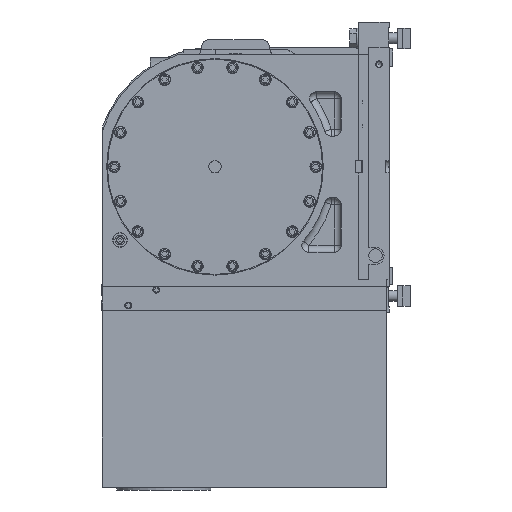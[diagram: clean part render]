
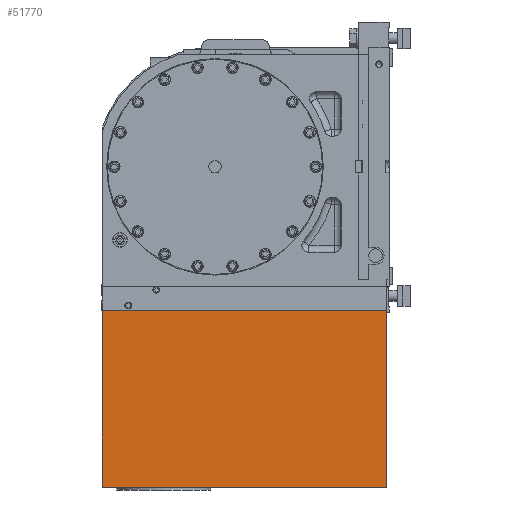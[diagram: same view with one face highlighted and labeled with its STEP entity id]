
A CAD part, left-side view. The second image highlights one B-rep face of the part: STEP entity #51770.
In plain terms, the highlighted planar face has unit normal (-1, 0, 0).
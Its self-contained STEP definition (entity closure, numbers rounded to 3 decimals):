
#9511=ORIENTED_EDGE('',*,*,#14814,.F.);
#9512=ORIENTED_EDGE('',*,*,#14817,.T.);
#9513=ORIENTED_EDGE('',*,*,#14818,.F.);
#9514=ORIENTED_EDGE('',*,*,#14799,.F.);
#14799=EDGE_CURVE('',#18326,#18327,#21336,.T.);
#14814=EDGE_CURVE('',#18338,#18326,#21347,.T.);
#14817=EDGE_CURVE('',#18338,#18340,#21349,.T.);
#14818=EDGE_CURVE('',#18327,#18340,#21350,.T.);
#18326=VERTEX_POINT('',#77943);
#18327=VERTEX_POINT('',#77945);
#18338=VERTEX_POINT('',#77979);
#18340=VERTEX_POINT('',#77986);
#21336=LINE('',#77944,#24368);
#21347=LINE('',#77978,#24379);
#21349=LINE('',#77985,#24381);
#21350=LINE('',#77987,#24382);
#24368=VECTOR('',#64600,1000.);
#24379=VECTOR('',#64627,1000.);
#24381=VECTOR('',#64635,1000.);
#24382=VECTOR('',#64636,1000.);
#27884=EDGE_LOOP('',(#9511,#9512,#9513,#9514));
#31394=FACE_BOUND('',#27884,.T.);
#33237=PLANE('',#55278);
#51770=ADVANCED_FACE('',(#31394),#33237,.F.);
#55278=AXIS2_PLACEMENT_3D('',#77984,#64633,#64634);
#64600=DIRECTION('',(0.,0.,1.));
#64627=DIRECTION('',(0.,1.,0.));
#64633=DIRECTION('',(1.,0.,0.));
#64634=DIRECTION('',(0.,0.,-1.));
#64635=DIRECTION('',(0.,0.,1.));
#64636=DIRECTION('',(0.,-1.,0.));
#77943=CARTESIAN_POINT('',(-342.,165.,-469.));
#77944=CARTESIAN_POINT('',(-342.,165.,-220.));
#77945=CARTESIAN_POINT('',(-342.,165.,-210.));
#77978=CARTESIAN_POINT('',(-342.,165.,-469.));
#77979=CARTESIAN_POINT('',(-342.,-251.,-469.));
#77984=CARTESIAN_POINT('',(-342.,-251.,-235.));
#77985=CARTESIAN_POINT('',(-342.,-251.,-220.));
#77986=CARTESIAN_POINT('',(-342.,-251.,-210.));
#77987=CARTESIAN_POINT('',(-342.,165.,-210.));
